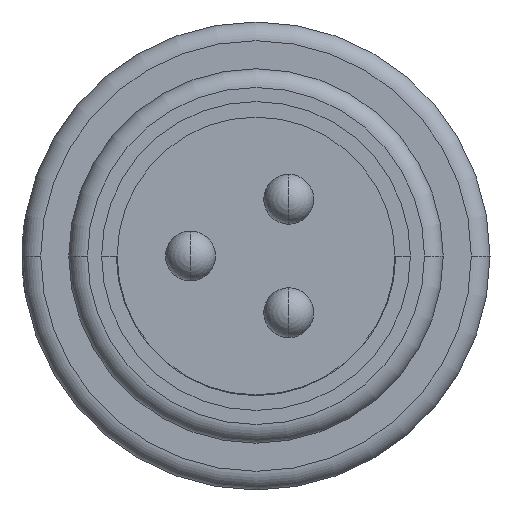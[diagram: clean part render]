
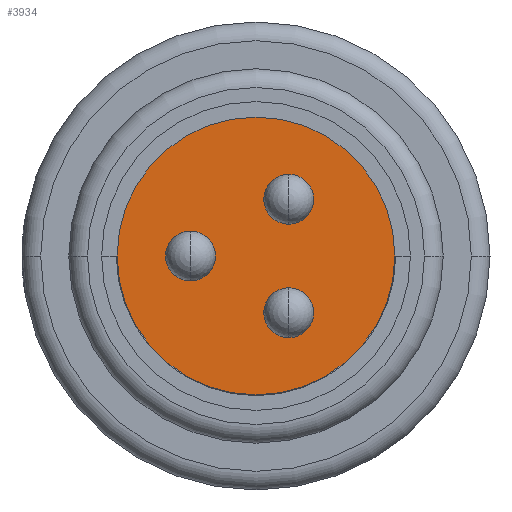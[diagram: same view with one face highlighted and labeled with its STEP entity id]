
A CAD part, left-side view. The second image highlights one B-rep face of the part: STEP entity #3934.
In plain terms, the highlighted planar face has unit normal (-1, 0, 0).
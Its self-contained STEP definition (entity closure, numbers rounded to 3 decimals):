
#1694=CARTESIAN_POINT('',(-2.5,0.,0.));
#1695=DIRECTION('',(-1.,0.,0.));
#1696=DIRECTION('',(0.,0.,1.));
#1697=AXIS2_PLACEMENT_3D('',#1694,#1695,#1696);
#1702=CARTESIAN_POINT('',(-2.5,0.,0.));
#1703=DIRECTION('',(-1.,0.,0.));
#1704=DIRECTION('',(0.,0.,-1.));
#1705=AXIS2_PLACEMENT_3D('',#1702,#1703,#1704);
#1710=CARTESIAN_POINT('',(-2.5,-1.05,1.819));
#1711=DIRECTION('',(-1.,0.,0.));
#1712=DIRECTION('',(0.,0.,1.));
#1713=AXIS2_PLACEMENT_3D('',#1710,#1711,#1712);
#1718=CARTESIAN_POINT('',(-2.5,-1.05,1.819));
#1719=DIRECTION('',(-1.,0.,0.));
#1720=DIRECTION('',(0.,0.,-1.));
#1721=AXIS2_PLACEMENT_3D('',#1718,#1719,#1720);
#1726=CARTESIAN_POINT('',(-2.5,2.1,0.));
#1727=DIRECTION('',(-1.,0.,0.));
#1728=DIRECTION('',(0.,0.,1.));
#1729=AXIS2_PLACEMENT_3D('',#1726,#1727,#1728);
#1734=CARTESIAN_POINT('',(-2.5,2.1,0.));
#1735=DIRECTION('',(-1.,0.,0.));
#1736=DIRECTION('',(0.,0.,-1.));
#1737=AXIS2_PLACEMENT_3D('',#1734,#1735,#1736);
#1742=CARTESIAN_POINT('',(-2.5,-1.05,-1.819));
#1743=DIRECTION('',(-1.,0.,0.));
#1744=DIRECTION('',(0.,0.,1.));
#1745=AXIS2_PLACEMENT_3D('',#1742,#1743,#1744);
#1750=CARTESIAN_POINT('',(-2.5,-1.05,-1.819));
#1751=DIRECTION('',(-1.,0.,0.));
#1752=DIRECTION('',(0.,0.,-1.));
#1753=AXIS2_PLACEMENT_3D('',#1750,#1751,#1752);
#1896=CARTESIAN_POINT('',(-2.5,0.,4.45));
#1897=CARTESIAN_POINT('',(-2.5,0.,-4.45));
#1898=VERTEX_POINT('',#1896);
#1899=VERTEX_POINT('',#1897);
#1980=CARTESIAN_POINT('',(-2.5,-1.05,2.619));
#1981=CARTESIAN_POINT('',(-2.5,-1.05,1.019));
#1982=VERTEX_POINT('',#1980);
#1983=VERTEX_POINT('',#1981);
#1984=CARTESIAN_POINT('',(-2.5,2.1,0.8));
#1985=CARTESIAN_POINT('',(-2.5,2.1,-0.8));
#1986=VERTEX_POINT('',#1984);
#1987=VERTEX_POINT('',#1985);
#1988=CARTESIAN_POINT('',(-2.5,-1.05,-1.019));
#1989=CARTESIAN_POINT('',(-2.5,-1.05,-2.619));
#1990=VERTEX_POINT('',#1988);
#1991=VERTEX_POINT('',#1989);
#3907=CARTESIAN_POINT('',(-2.5,0.,0.));
#3908=DIRECTION('',(1.,0.,0.));
#3909=DIRECTION('',(0.,0.,-1.));
#3910=AXIS2_PLACEMENT_3D('',#3907,#3908,#3909);
#3911=PLANE('',#3910);
#3912=ORIENTED_EDGE('',*,*,#3865,.F.);
#3913=ORIENTED_EDGE('',*,*,#3888,.F.);
#3914=EDGE_LOOP('',(#3912,#3913));
#3915=FACE_OUTER_BOUND('',#3914,.F.);
#3917=ORIENTED_EDGE('',*,*,#3916,.T.);
#3919=ORIENTED_EDGE('',*,*,#3918,.T.);
#3920=EDGE_LOOP('',(#3917,#3919));
#3921=FACE_BOUND('',#3920,.F.);
#3923=ORIENTED_EDGE('',*,*,#3922,.T.);
#3925=ORIENTED_EDGE('',*,*,#3924,.T.);
#3926=EDGE_LOOP('',(#3923,#3925));
#3927=FACE_BOUND('',#3926,.F.);
#3929=ORIENTED_EDGE('',*,*,#3928,.T.);
#3931=ORIENTED_EDGE('',*,*,#3930,.T.);
#3932=EDGE_LOOP('',(#3929,#3931));
#3933=FACE_BOUND('',#3932,.F.);
#1698=CIRCLE('',#1697,4.45);
#1706=CIRCLE('',#1705,4.45);
#1714=CIRCLE('',#1713,0.8);
#1722=CIRCLE('',#1721,0.8);
#1730=CIRCLE('',#1729,0.8);
#1738=CIRCLE('',#1737,0.8);
#1746=CIRCLE('',#1745,0.8);
#1754=CIRCLE('',#1753,0.8);
#3865=EDGE_CURVE('',#1898,#1899,#1698,.T.);
#3888=EDGE_CURVE('',#1899,#1898,#1706,.T.);
#3916=EDGE_CURVE('',#1982,#1983,#1714,.T.);
#3918=EDGE_CURVE('',#1983,#1982,#1722,.T.);
#3922=EDGE_CURVE('',#1986,#1987,#1730,.T.);
#3924=EDGE_CURVE('',#1987,#1986,#1738,.T.);
#3928=EDGE_CURVE('',#1990,#1991,#1746,.T.);
#3930=EDGE_CURVE('',#1991,#1990,#1754,.T.);
#3934=ADVANCED_FACE('',(#3915,#3921,#3927,#3933),#3911,.F.);
